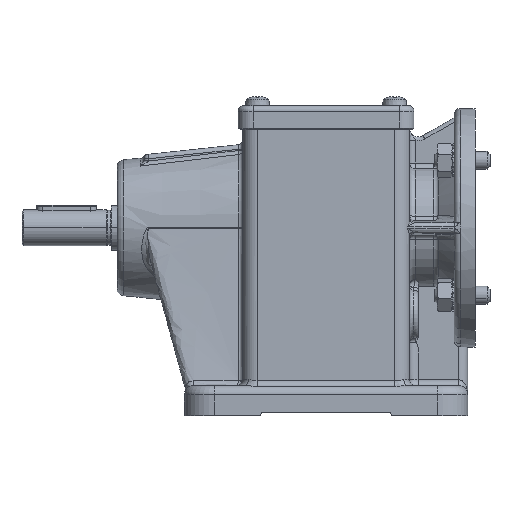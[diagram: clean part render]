
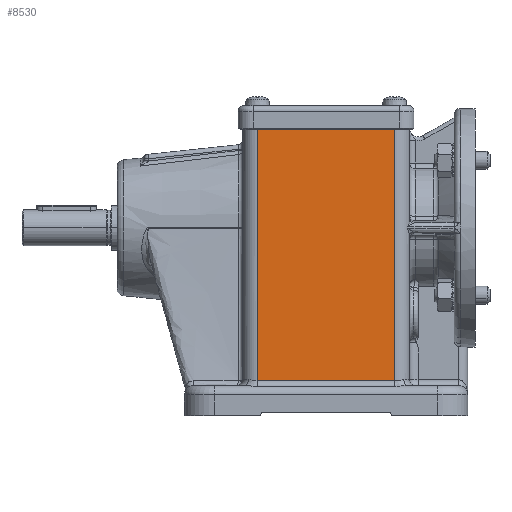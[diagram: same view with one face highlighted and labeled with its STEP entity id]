
A CAD part, left-side view. The second image highlights one B-rep face of the part: STEP entity #8530.
In plain terms, the highlighted planar face has unit normal (-1, 0, 0).
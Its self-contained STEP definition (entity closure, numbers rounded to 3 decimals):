
#672 = VERTEX_POINT ( 'NONE', #18650 ) ;
#723 = LINE ( 'NONE', #12031, #24640 ) ;
#2059 = CARTESIAN_POINT ( 'NONE',  ( -51.5, 23., 12.27 ) ) ;
#4285 = CARTESIAN_POINT ( 'NONE',  ( -51.5, -23., 10.5 ) ) ;
#6089 = EDGE_LOOP ( 'NONE', ( #15879, #9528, #13952, #34162 ) ) ;
#6794 = VECTOR ( 'NONE', #8396, 1000. ) ;
#8396 = DIRECTION ( 'NONE',  ( 0., -1., 0. ) ) ;
#8530 = ADVANCED_FACE ( 'Defeature ausgef�hrt6_96', ( #21250 ), #26090, .T. ) ;
#8745 = LINE ( 'NONE', #19560, #6794 ) ;
#9528 = ORIENTED_EDGE ( 'NONE', *, *, #30293, .F. ) ;
#10446 = CARTESIAN_POINT ( 'NONE',  ( -51.5, -23., 96.5 ) ) ;
#10822 = CARTESIAN_POINT ( 'NONE',  ( -51.5, -23., 96.5 ) ) ;
#12031 = CARTESIAN_POINT ( 'NONE',  ( -51.5, 23., 10.5 ) ) ;
#13154 = VERTEX_POINT ( 'NONE', #34450 ) ;
#13736 = EDGE_CURVE ( 'Defeature ausgef�hrt6_96+Defeature ausgef�hrt6_161+Defeature ausgef�hrt6_303+Defeature ausgef�hrt6_400', #672, #14234, #14843, .T. ) ;
#13952 = ORIENTED_EDGE ( 'NONE', *, *, #28270, .T. ) ;
#14027 = VECTOR ( 'NONE', #19860, 1000. ) ;
#14234 = VERTEX_POINT ( 'NONE', #10822 ) ;
#14843 = LINE ( 'NONE', #17413, #15828 ) ;
#15828 = VECTOR ( 'NONE', #39214, 1000. ) ;
#15879 = ORIENTED_EDGE ( 'NONE', *, *, #29393, .F. ) ;
#17413 = CARTESIAN_POINT ( 'NONE',  ( -51.5, -23., 10.5 ) ) ;
#18650 = CARTESIAN_POINT ( 'NONE',  ( -51.5, -23., 12.27 ) ) ;
#19560 = CARTESIAN_POINT ( 'NONE',  ( -51.5, -23., 12.27 ) ) ;
#19860 = DIRECTION ( 'NONE',  ( 0., -1., 0. ) ) ;
#20540 = DIRECTION ( 'NONE',  ( 0., 0., 1. ) ) ;
#21250 = FACE_OUTER_BOUND ( 'NONE', #6089, .T. ) ;
#22307 = LINE ( 'NONE', #10446, #14027 ) ;
#24411 = DIRECTION ( 'NONE',  ( 0., 0., 1. ) ) ;
#24640 = VECTOR ( 'NONE', #24411, 1000. ) ;
#26090 = PLANE ( 'NONE',  #40361 ) ;
#28270 = EDGE_CURVE ( 'Defeature ausgef�hrt6_96+Defeature ausgef�hrt6_303+Defeature ausgef�hrt6_162+Defeature ausgef�hrt6_161', #38930, #672, #8745, .T. ) ;
#29393 = EDGE_CURVE ( 'Defeature ausgef�hrt6_400+Defeature ausgef�hrt6_96+Defeature ausgef�hrt6_162+Defeature ausgef�hrt6_161', #13154, #14234, #22307, .T. ) ;
#30293 = EDGE_CURVE ( 'Defeature ausgef�hrt6_162+Defeature ausgef�hrt6_96+Defeature ausgef�hrt6_305+Defeature ausgef�hrt6_400', #38930, #13154, #723, .T. ) ;
#34162 = ORIENTED_EDGE ( 'NONE', *, *, #13736, .T. ) ;
#34450 = CARTESIAN_POINT ( 'NONE',  ( -51.5, 23., 96.5 ) ) ;
#38930 = VERTEX_POINT ( 'NONE', #2059 ) ;
#39182 = DIRECTION ( 'NONE',  ( -1., 0., 0. ) ) ;
#39214 = DIRECTION ( 'NONE',  ( 0., 0., 1. ) ) ;
#40361 = AXIS2_PLACEMENT_3D ( 'NONE', #4285, #39182, #20540 ) ;
